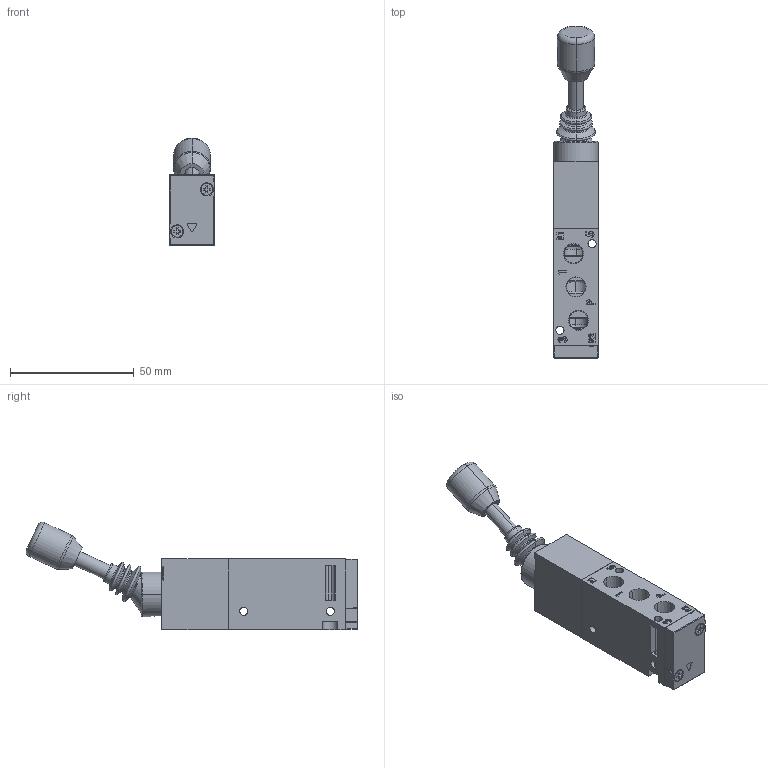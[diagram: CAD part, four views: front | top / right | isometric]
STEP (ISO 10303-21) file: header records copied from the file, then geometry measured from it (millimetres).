
FILE_DESCRIPTION (( 'STEP AP203' ), '1' );
FILE_NAME ('TMV210-D.STEP', '2016-01-13T00:37:47', ( 'yrd8' ), ( 'Hewlett-Packard Company' ), 'SwSTEP 2.0', 'SolidWorks 2008', '' );
FILE_SCHEMA (( 'CONFIG_CONTROL_DESIGN' ));
Length unit declared in the file: millimetre
Products named in the file (8): TMV210-D; SF2000BodyCover_ル遽; BodyCoverBolt(M2.6xL7.5)_ル遽; sf2000 body; TMV200; TMV200 Semi; TMV Bellows-1; PlateBolt(M2.6xL7)_ル遽
Assembly tree (9 placements, depth 3):
  TMV210-D
    sf2000 body
    TMV200
      TMV200 Semi
      PlateBolt(M2.6xL7)_ル遽  x2
      TMV Bellows-1
    BodyCoverBolt(M2.6xL7.5)_ル遽  x2
    SF2000BodyCover_ル遽
Bounding box: 18.4 x 134.3 x 43.51 mm (x, y, z)
Volume: 41169.9 mm3; surface area: 20255.8 mm2
Topology: 8 solids, 9 shells, 845 faces, 2214 edges, 1397 vertices
Faces by surface type: plane 343, cylinder 191, cone 153, bspline 106, torus 48, sphere 4
Entity records: 31758 total; most frequent: CARTESIAN_POINT 12602, ORIENTED_EDGE 4004, DIRECTION 3537, EDGE_CURVE 2002, VERTEX_POINT 1285, AXIS2_PLACEMENT_3D 1257, VECTOR 1023, LINE 1023
